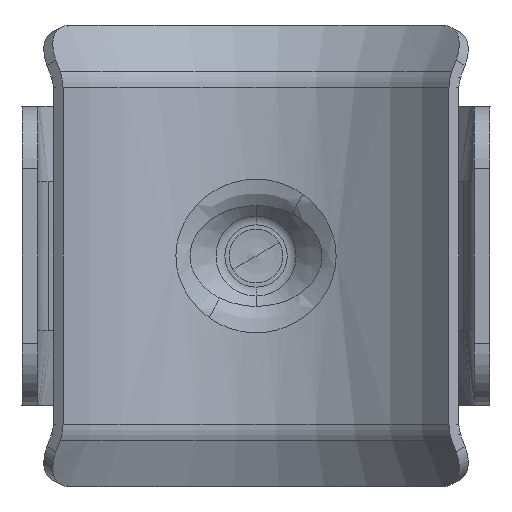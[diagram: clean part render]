
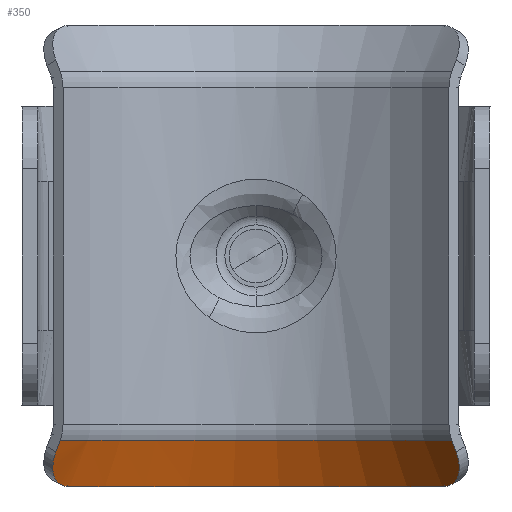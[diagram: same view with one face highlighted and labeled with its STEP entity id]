
A CAD part, front view. The second image highlights one B-rep face of the part: STEP entity #350.
In plain terms, the highlighted conical face has half-angle 25 degrees and reference radius 19.781 mm.
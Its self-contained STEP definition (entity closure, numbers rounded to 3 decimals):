
#35 = DIRECTION ( 'NONE',  ( 1., 0., 0. ) ) ;
#46 = LINE ( 'NONE', #6062, #3189 ) ;
#171 = CARTESIAN_POINT ( 'NONE',  ( 0., -29.25, -18.5 ) ) ;
#175 = CARTESIAN_POINT ( 'NONE',  ( -16.131, -15.489, -17.817 ) ) ;
#222 = CARTESIAN_POINT ( 'NONE',  ( 16.037, -16.944, -15.696 ) ) ;
#350 = ADVANCED_FACE ( 'NONE', ( #5016 ), #2351, .F. ) ;
#392 = VECTOR ( 'NONE', #2431, 1000. ) ;
#485 = ORIENTED_EDGE ( 'NONE', *, *, #2663, .F. ) ;
#630 = DIRECTION ( 'NONE',  ( 0., 0., 1. ) ) ;
#694 = CARTESIAN_POINT ( 'NONE',  ( 16.106, -16.891, -15.883 ) ) ;
#697 = CARTESIAN_POINT ( 'NONE',  ( -15.911, -15.01, -18.136 ) ) ;
#846 = ORIENTED_EDGE ( 'NONE', *, *, #1060, .T. ) ;
#904 = EDGE_CURVE ( 'NONE', #3871, #4999, #5838, .T. ) ;
#1060 = EDGE_CURVE ( 'NONE', #1364, #5203, #5659, .T. ) ;
#1113 = LINE ( 'NONE', #1907, #392 ) ;
#1118 = EDGE_CURVE ( 'NONE', #1364, #1787, #2649, .T. ) ;
#1175 = EDGE_CURVE ( 'NONE', #4999, #3183, #46, .T. ) ;
#1214 = CARTESIAN_POINT ( 'NONE',  ( 16.296, -16.205, -17.112 ) ) ;
#1219 = CARTESIAN_POINT ( 'NONE',  ( -15.609, -14.528, -18.359 ) ) ;
#1234 = DIRECTION ( 'NONE',  ( 1., 0., 0. ) ) ;
#1364 = VERTEX_POINT ( 'NONE', #5365 ) ;
#1493 = AXIS2_PLACEMENT_3D ( 'NONE', #5945, #5984, #5968 ) ;
#1739 = CARTESIAN_POINT ( 'NONE',  ( -16.161, -16.822, -16.067 ) ) ;
#1760 = CARTESIAN_POINT ( 'NONE',  ( 16.26, -15.933, -17.419 ) ) ;
#1765 = CARTESIAN_POINT ( 'NONE',  ( -15.232, -14.057, -18.482 ) ) ;
#1787 = VERTEX_POINT ( 'NONE', #3187 ) ;
#1884 = CARTESIAN_POINT ( 'NONE',  ( -16.037, -16.944, -15.696 ) ) ;
#1907 = CARTESIAN_POINT ( 'NONE',  ( 11.166, -20.682, -2.53 ) ) ;
#2275 = CARTESIAN_POINT ( 'NONE',  ( -16.273, -16.554, -16.608 ) ) ;
#2305 = CARTESIAN_POINT ( 'NONE',  ( -14.945, -13.764, -18.5 ) ) ;
#2342 = CARTESIAN_POINT ( 'NONE',  ( -15.693, -17.208, -14.768 ) ) ;
#2351 = CONICAL_SURFACE ( 'NONE', #1493, 19.781, 0.436 ) ;
#2431 = DIRECTION ( 'NONE',  ( 0.335, 0.257, -0.906 ) ) ;
#2649 = CIRCLE ( 'NONE', #2810, 21.521 ) ;
#2663 = EDGE_CURVE ( 'NONE', #3871, #5203, #1113, .T. ) ;
#2749 = DIRECTION ( 'NONE',  ( 0., 0., 1. ) ) ;
#2753 = CARTESIAN_POINT ( 'NONE',  ( -16.296, -16.205, -17.111 ) ) ;
#2810 = AXIS2_PLACEMENT_3D ( 'NONE', #171, #2749, #1234 ) ;
#2850 = DIRECTION ( 'NONE',  ( -0.335, 0.257, -0.906 ) ) ;
#2871 = EDGE_CURVE ( 'NONE', #3183, #1787, #4146, .T. ) ;
#2921 = ORIENTED_EDGE ( 'NONE', *, *, #2871, .T. ) ;
#3100 = CARTESIAN_POINT ( 'NONE',  ( -16.106, -16.891, -15.883 ) ) ;
#3128 = ORIENTED_EDGE ( 'NONE', *, *, #904, .T. ) ;
#3138 = AXIS2_PLACEMENT_3D ( 'NONE', #6081, #630, #35 ) ;
#3183 = VERTEX_POINT ( 'NONE', #1884 ) ;
#3187 = CARTESIAN_POINT ( 'NONE',  ( -14.945, -13.764, -18.5 ) ) ;
#3189 = VECTOR ( 'NONE', #2850, 1000. ) ;
#3256 = CARTESIAN_POINT ( 'NONE',  ( -16.227, -15.79, -17.56 ) ) ;
#3281 = CARTESIAN_POINT ( 'NONE',  ( 16.298, -16.329, -16.95 ) ) ;
#3306 = CARTESIAN_POINT ( 'NONE',  ( 16.273, -16.553, -16.611 ) ) ;
#3713 = CARTESIAN_POINT ( 'NONE',  ( 15.488, -14.365, -18.413 ) ) ;
#3717 = CARTESIAN_POINT ( 'NONE',  ( -16.068, -15.332, -17.933 ) ) ;
#3737 = CARTESIAN_POINT ( 'NONE',  ( 15.608, -14.526, -18.36 ) ) ;
#3871 = VERTEX_POINT ( 'NONE', #4015 ) ;
#3890 = EDGE_LOOP ( 'NONE', ( #5713, #2921, #5554, #846, #485, #3128 ) ) ;
#3975 = CARTESIAN_POINT ( 'NONE',  ( 14.945, -13.764, -18.5 ) ) ;
#4015 = CARTESIAN_POINT ( 'NONE',  ( 15.693, -17.208, -14.768 ) ) ;
#4146 = B_SPLINE_CURVE_WITH_KNOTS ( 'NONE', 3,
 ( #6090, #3100, #1739, #4971, #2275, #5378, #2753, #5793, #3256, #175, #3717, #697, #4173, #1219, #4604, #1765, #4986, #2305 ),
 .UNSPECIFIED., .F., .F.,
 ( 4, 2, 2, 2, 2, 2, 2, 2, 4 ),
 ( 0., 0.001, 0.001, 0.002, 0.002, 0.003, 0.004, 0.004, 0.005 ),
 .UNSPECIFIED. ) ;
#4170 = CARTESIAN_POINT ( 'NONE',  ( 16.227, -15.788, -17.561 ) ) ;
#4173 = CARTESIAN_POINT ( 'NONE',  ( -15.819, -14.849, -18.221 ) ) ;
#4193 = CARTESIAN_POINT ( 'NONE',  ( 16.245, -16.653, -16.431 ) ) ;
#4287 = CARTESIAN_POINT ( 'NONE',  ( 16.037, -16.944, -15.696 ) ) ;
#4601 = CARTESIAN_POINT ( 'NONE',  ( 15.819, -14.848, -18.222 ) ) ;
#4604 = CARTESIAN_POINT ( 'NONE',  ( -15.49, -14.367, -18.412 ) ) ;
#4623 = CARTESIAN_POINT ( 'NONE',  ( 16.131, -15.488, -17.818 ) ) ;
#4971 = CARTESIAN_POINT ( 'NONE',  ( -16.244, -16.654, -16.429 ) ) ;
#4984 = CARTESIAN_POINT ( 'NONE',  ( 16.067, -15.329, -17.935 ) ) ;
#4986 = CARTESIAN_POINT ( 'NONE',  ( -15.094, -13.907, -18.5 ) ) ;
#4999 = VERTEX_POINT ( 'NONE', #2342 ) ;
#5016 = FACE_OUTER_BOUND ( 'NONE', #3890, .T. ) ;
#5203 = VERTEX_POINT ( 'NONE', #4287 ) ;
#5365 = CARTESIAN_POINT ( 'NONE',  ( 14.945, -13.764, -18.5 ) ) ;
#5378 = CARTESIAN_POINT ( 'NONE',  ( -16.298, -16.329, -16.949 ) ) ;
#5436 = CARTESIAN_POINT ( 'NONE',  ( 15.232, -14.056, -18.482 ) ) ;
#5554 = ORIENTED_EDGE ( 'NONE', *, *, #1118, .F. ) ;
#5659 = B_SPLINE_CURVE_WITH_KNOTS ( 'NONE', 3,
 ( #3975, #5789, #5436, #3713, #3737, #4601, #5808, #4984, #4623, #4170, #1760, #1214, #3281, #3306, #4193, #5824, #694, #222 ),
 .UNSPECIFIED., .F., .F.,
 ( 4, 2, 2, 2, 2, 2, 2, 2, 4 ),
 ( 0., 0.001, 0.001, 0.002, 0.002, 0.003, 0.004, 0.004, 0.005 ),
 .UNSPECIFIED. ) ;
#5713 = ORIENTED_EDGE ( 'NONE', *, *, #1175, .T. ) ;
#5789 = CARTESIAN_POINT ( 'NONE',  ( 15.094, -13.907, -18.5 ) ) ;
#5793 = CARTESIAN_POINT ( 'NONE',  ( -16.261, -15.936, -17.416 ) ) ;
#5808 = CARTESIAN_POINT ( 'NONE',  ( 15.91, -15.009, -18.137 ) ) ;
#5824 = CARTESIAN_POINT ( 'NONE',  ( 16.161, -16.822, -16.068 ) ) ;
#5838 = CIRCLE ( 'NONE', #3138, 19.781 ) ;
#5945 = CARTESIAN_POINT ( 'NONE',  ( 0., -29.25, -14.768 ) ) ;
#5968 = DIRECTION ( 'NONE',  ( -1., 0., 0. ) ) ;
#5984 = DIRECTION ( 'NONE',  ( 0., 0., -1. ) ) ;
#6062 = CARTESIAN_POINT ( 'NONE',  ( -11.166, -20.682, -2.53 ) ) ;
#6081 = CARTESIAN_POINT ( 'NONE',  ( 0., -29.25, -14.768 ) ) ;
#6090 = CARTESIAN_POINT ( 'NONE',  ( -16.037, -16.944, -15.696 ) ) ;
